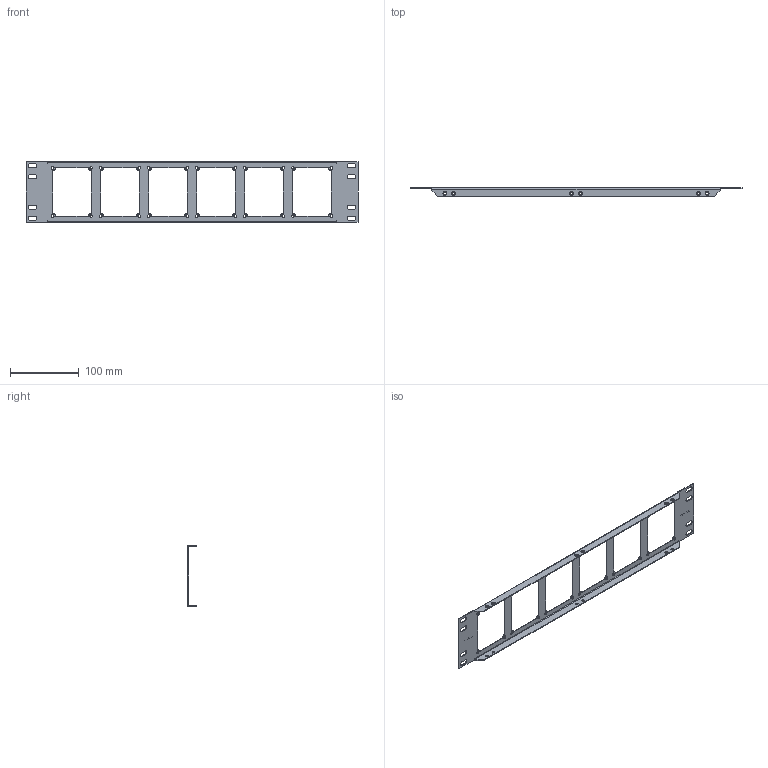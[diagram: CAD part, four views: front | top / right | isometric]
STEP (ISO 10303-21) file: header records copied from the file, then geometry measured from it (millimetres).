
FILE_DESCRIPTION (( 'STEP AP214' ), '1' );
FILE_NAME ('UPR35-6B-MA1.STEP', '2015-04-08T15:04:58', ( 'x' ), ( '' ), 'SwSTEP 2.0', 'SolidWorks 2014', '' );
FILE_SCHEMA (( 'AUTOMOTIVE_DESIGN' ));
Length unit declared in the file: inch
Products named in the file (1): UPR35-6B-MA1
Bounding box: 482.6 x 12.45 x 88.39 mm (x, y, z)
Volume: 34413.2 mm3; surface area: 58573 mm2
Topology: 1 solids, 1 shells, 338 faces, 956 edges, 632 vertices
Faces by surface type: plane 174, cylinder 92, bspline 48, cone 24
Entity records: 14247 total; most frequent: CARTESIAN_POINT 2551, ORIENTED_EDGE 1912, DIRECTION 1674, EDGE_CURVE 956, VERTEX_POINT 632, LINE 628, VECTOR 628, AXIS2_PLACEMENT_3D 523
